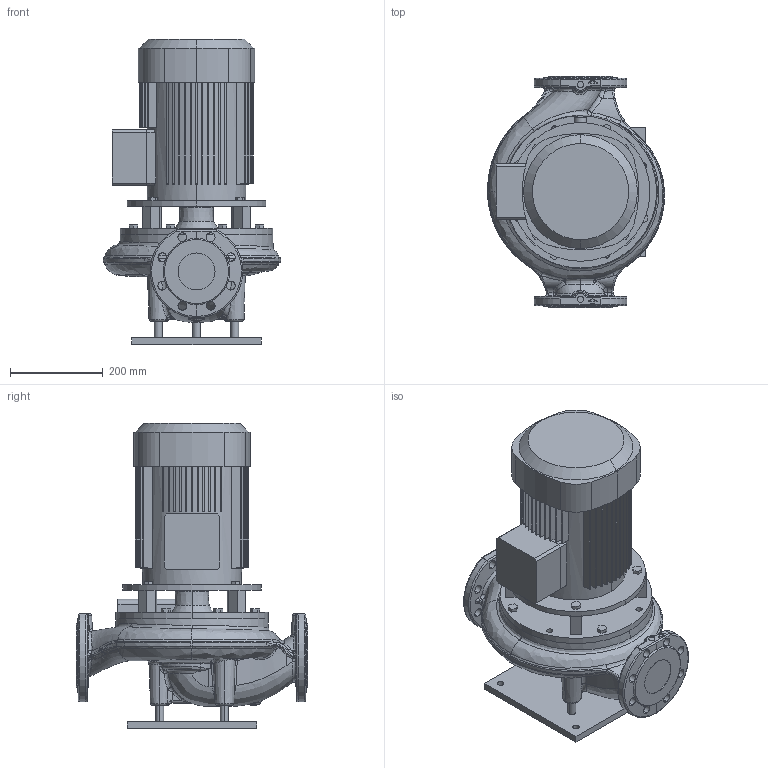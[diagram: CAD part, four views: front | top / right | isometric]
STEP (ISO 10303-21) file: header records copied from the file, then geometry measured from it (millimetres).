
FILE_DESCRIPTION (( 'STEP AP203' ), '1' );
FILE_NAME ('VariA 80-19.STEP', '2014-07-09T06:31:49', ( '' ), ( '' ), 'SwSTEP 2.0', 'SolidWorks 2011', '' );
FILE_SCHEMA (( 'CONFIG_CONTROL_DESIGN' ));
Products named in the file (1): VariA 80-19
Bounding box: 382.53 x 500 x 659.5 mm (x, y, z)
Volume: 33009114.1 mm3; surface area: 1725838.3 mm2
Topology: 5 solids, 5 shells, 974 faces, 2485 edges, 1515 vertices
Faces by surface type: bspline 298, plane 260, cylinder 258, cone 85, torus 40, sphere 33
Entity records: 88457 total; most frequent: CARTESIAN_POINT 67217, ORIENTED_EDGE 4894, DIRECTION 3787, EDGE_CURVE 2447, VERTEX_POINT 1515, AXIS2_PLACEMENT_3D 1477, EDGE_LOOP 1054, FACE_OUTER_BOUND 974
